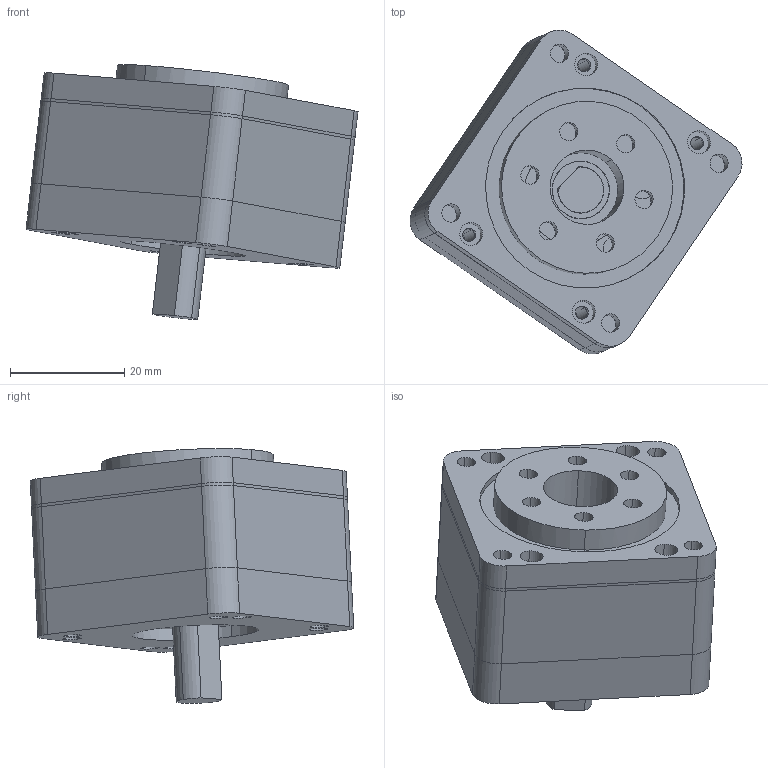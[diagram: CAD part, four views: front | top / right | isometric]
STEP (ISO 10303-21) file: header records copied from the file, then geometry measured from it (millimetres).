
FILE_DESCRIPTION (( 'STEP AP214' ), '1' );
FILE_NAME ('总成出轴.STEP', '2025-04-07T05:43:42', ( 'Windows 用户' ), ( '微软中国' ), 'SwSTEP 2.0', 'SolidWorks 2023', '' );
FILE_SCHEMA (( 'AUTOMOTIVE_DESIGN' ));
Length unit declared in the file: millimetre
Products named in the file (11): 30_37_4; 底盘; 12_18_4; 顶部; 偏心轮底部; 偏心轮中部; 中部; 总成出轴; 10_15_4; 顶盖; 摆轮_GearTrax
Assembly tree (13 placements, depth 2):
  总成出轴
    底盘
    偏心轮底部
    摆轮_GearTrax  x2
    顶部
    顶盖
    10_15_4
    12_18_4  x3
    中部
    30_37_4
    偏心轮中部
Bounding box: 58.01 x 56.51 x 44.54 mm (x, y, z)
Volume: 38301 mm3; surface area: 31606.4 mm2
Topology: 13 solids, 13 shells, 490 faces, 1241 edges, 812 vertices
Faces by surface type: cylinder 328, plane 158, bspline 4
Entity records: 30773 total; most frequent: CARTESIAN_POINT 18427, DIRECTION 2837, ORIENTED_EDGE 2338, AXIS2_PLACEMENT_3D 1198, EDGE_CURVE 1169, VERTEX_POINT 764, CIRCLE 724, EDGE_LOOP 577
